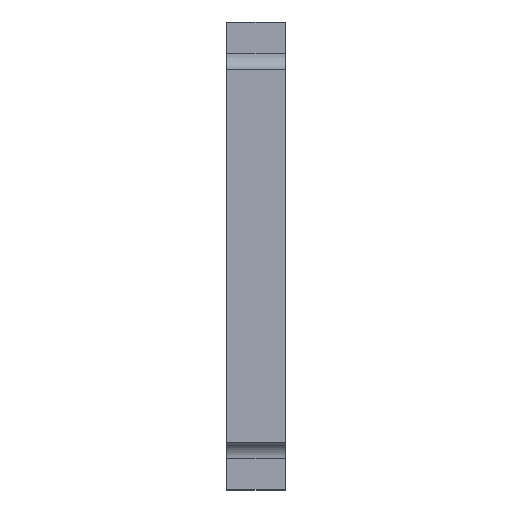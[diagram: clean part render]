
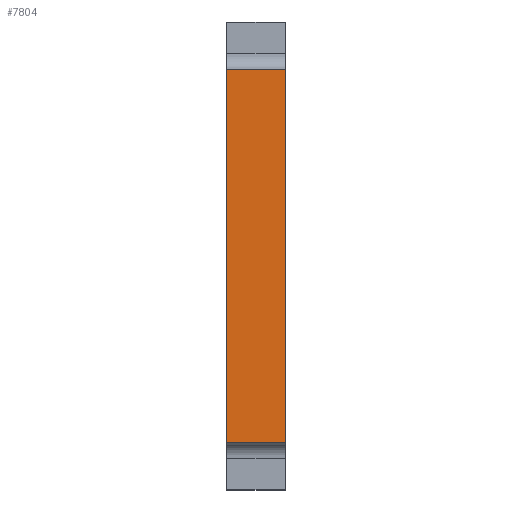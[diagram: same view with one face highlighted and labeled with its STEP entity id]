
A CAD part, left-side view. The second image highlights one B-rep face of the part: STEP entity #7804.
In plain terms, the highlighted planar face has unit normal (-1, 0, 0).
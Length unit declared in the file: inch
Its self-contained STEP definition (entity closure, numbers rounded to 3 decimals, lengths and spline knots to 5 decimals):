
#546 = ORIENTED_EDGE ( 'NONE', *, *, #2484, .T. ) ;
#1136 = VECTOR ( 'NONE', #5369, 39.37008 ) ;
#1158 = LINE ( 'NONE', #8140, #2672 ) ;
#1285 = VERTEX_POINT ( 'NONE', #1434 ) ;
#1434 = CARTESIAN_POINT ( 'NONE',  ( -5.20208, -0.16569, -0.50294 ) ) ;
#1657 = EDGE_CURVE ( 'NONE', #7208, #3449, #1158, .T. ) ;
#1820 = CARTESIAN_POINT ( 'NONE',  ( -5.20208, -0.16569, 1.88706 ) ) ;
#1919 = DIRECTION ( 'NONE',  ( 0., -1., 0. ) ) ;
#2484 = EDGE_CURVE ( 'NONE', #1285, #3449, #6692, .T. ) ;
#2503 = CARTESIAN_POINT ( 'NONE',  ( -5.20208, 0.20931, -0.50294 ) ) ;
#2589 = AXIS2_PLACEMENT_3D ( 'NONE', #6916, #7721, #9255 ) ;
#2672 = VECTOR ( 'NONE', #9685, 39.37008 ) ;
#3432 = DIRECTION ( 'NONE',  ( 0., 0., 1. ) ) ;
#3449 = VERTEX_POINT ( 'NONE', #1820 ) ;
#3916 = CARTESIAN_POINT ( 'NONE',  ( -5.20208, -0.16569, 1.88706 ) ) ;
#4238 = CARTESIAN_POINT ( 'NONE',  ( -5.20208, 0.20931, -0.50294 ) ) ;
#4547 = EDGE_CURVE ( 'NONE', #6941, #1285, #5368, .T. ) ;
#5368 = LINE ( 'NONE', #2503, #7389 ) ;
#5369 = DIRECTION ( 'NONE',  ( 0., 0., 1. ) ) ;
#5770 = CARTESIAN_POINT ( 'NONE',  ( -5.20208, 0.20931, 1.88706 ) ) ;
#5833 = ORIENTED_EDGE ( 'NONE', *, *, #4547, .T. ) ;
#5890 = LINE ( 'NONE', #5770, #8540 ) ;
#6481 = ORIENTED_EDGE ( 'NONE', *, *, #8836, .F. ) ;
#6692 = LINE ( 'NONE', #3916, #1136 ) ;
#6780 = EDGE_LOOP ( 'NONE', ( #546, #6975, #6481, #5833 ) ) ;
#6916 = CARTESIAN_POINT ( 'NONE',  ( -5.20208, 0.20931, 1.88706 ) ) ;
#6941 = VERTEX_POINT ( 'NONE', #4238 ) ;
#6975 = ORIENTED_EDGE ( 'NONE', *, *, #1657, .F. ) ;
#7208 = VERTEX_POINT ( 'NONE', #8226 ) ;
#7389 = VECTOR ( 'NONE', #1919, 39.37008 ) ;
#7493 = PLANE ( 'NONE',  #2589 ) ;
#7721 = DIRECTION ( 'NONE',  ( 1., 0., 0. ) ) ;
#7804 = ADVANCED_FACE ( 'NONE', ( #9522 ), #7493, .F. ) ;
#8140 = CARTESIAN_POINT ( 'NONE',  ( -5.20208, 0.20931, 1.88706 ) ) ;
#8226 = CARTESIAN_POINT ( 'NONE',  ( -5.20208, 0.20931, 1.88706 ) ) ;
#8540 = VECTOR ( 'NONE', #3432, 39.37008 ) ;
#8836 = EDGE_CURVE ( 'NONE', #6941, #7208, #5890, .T. ) ;
#9255 = DIRECTION ( 'NONE',  ( 0., 0., -1. ) ) ;
#9522 = FACE_OUTER_BOUND ( 'NONE', #6780, .T. ) ;
#9685 = DIRECTION ( 'NONE',  ( 0., -1., 0. ) ) ;
